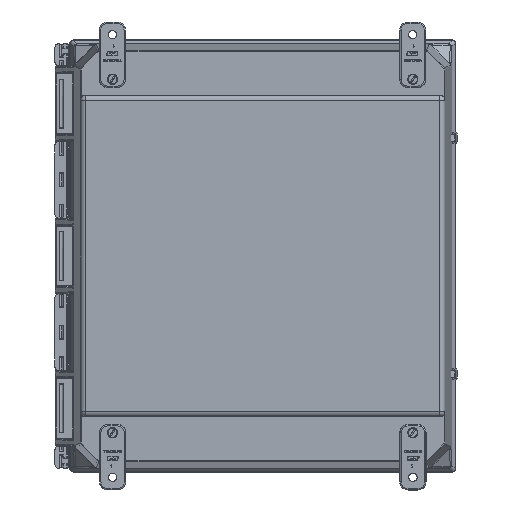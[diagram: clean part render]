
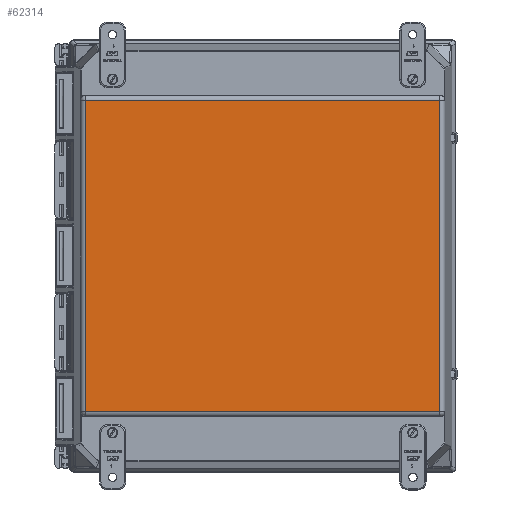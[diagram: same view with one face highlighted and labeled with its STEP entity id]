
A CAD part, front view. The second image highlights one B-rep face of the part: STEP entity #62314.
In plain terms, the highlighted planar face has unit normal (0, -1, 0).
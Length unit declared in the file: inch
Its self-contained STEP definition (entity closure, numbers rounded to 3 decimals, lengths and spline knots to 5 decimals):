
#4383 = VECTOR ( 'NONE', #54042, 39.37008 ) ;
#11669 = CARTESIAN_POINT ( 'NONE',  ( 6.76512, -8.125, -5.94442 ) ) ;
#14571 = AXIS2_PLACEMENT_3D ( 'NONE', #32809, #96132, #41963 ) ;
#21590 = CARTESIAN_POINT ( 'NONE',  ( -6.94571, -8.125, 5.94442 ) ) ;
#21875 = ORIENTED_EDGE ( 'NONE', *, *, #112640, .T. ) ;
#27547 = VERTEX_POINT ( 'NONE', #11669 ) ;
#32809 = CARTESIAN_POINT ( 'NONE',  ( -7.36, -8.125, -8.25 ) ) ;
#39483 = CARTESIAN_POINT ( 'NONE',  ( 6.76512, -8.125, 6.125 ) ) ;
#41963 = DIRECTION ( 'NONE',  ( 0., 0., -1. ) ) ;
#44940 = CARTESIAN_POINT ( 'NONE',  ( -6.76512, -8.125, -6.125 ) ) ;
#48540 = DIRECTION ( 'NONE',  ( 0., 0., 1. ) ) ;
#50479 = EDGE_LOOP ( 'NONE', ( #59721, #76257, #109015, #21875 ) ) ;
#51673 = VERTEX_POINT ( 'NONE', #61688 ) ;
#54042 = DIRECTION ( 'NONE',  ( 0., 0., -1. ) ) ;
#55401 = FACE_OUTER_BOUND ( 'NONE', #50479, .T. ) ;
#57611 = DIRECTION ( 'NONE',  ( -1., 0., 0. ) ) ;
#59721 = ORIENTED_EDGE ( 'NONE', *, *, #89781, .T. ) ;
#61688 = CARTESIAN_POINT ( 'NONE',  ( -6.76512, -8.125, -5.94442 ) ) ;
#62314 = ADVANCED_FACE ( 'NONE', ( #55401 ), #68862, .T. ) ;
#68862 = PLANE ( 'NONE',  #14571 ) ;
#69349 = LINE ( 'NONE', #90474, #72171 ) ;
#72171 = VECTOR ( 'NONE', #83375, 39.37008 ) ;
#72445 = LINE ( 'NONE', #39483, #93635 ) ;
#73204 = CARTESIAN_POINT ( 'NONE',  ( 6.76512, -8.125, 5.94442 ) ) ;
#73778 = LINE ( 'NONE', #44940, #4383 ) ;
#76257 = ORIENTED_EDGE ( 'NONE', *, *, #112964, .T. ) ;
#78032 = VECTOR ( 'NONE', #57611, 39.37008 ) ;
#83375 = DIRECTION ( 'NONE',  ( 1., 0., 0. ) ) ;
#83656 = LINE ( 'NONE', #21590, #78032 ) ;
#89781 = EDGE_CURVE ( 'NONE', #99203, #104138, #83656, .T. ) ;
#90474 = CARTESIAN_POINT ( 'NONE',  ( 6.94571, -8.125, -5.94442 ) ) ;
#91046 = EDGE_CURVE ( 'NONE', #51673, #27547, #69349, .T. ) ;
#93635 = VECTOR ( 'NONE', #48540, 39.37008 ) ;
#96132 = DIRECTION ( 'NONE',  ( 0., -1., 0. ) ) ;
#99203 = VERTEX_POINT ( 'NONE', #73204 ) ;
#102829 = CARTESIAN_POINT ( 'NONE',  ( -6.76512, -8.125, 5.94442 ) ) ;
#104138 = VERTEX_POINT ( 'NONE', #102829 ) ;
#109015 = ORIENTED_EDGE ( 'NONE', *, *, #91046, .T. ) ;
#112640 = EDGE_CURVE ( 'NONE', #27547, #99203, #72445, .T. ) ;
#112964 = EDGE_CURVE ( 'NONE', #104138, #51673, #73778, .T. ) ;
